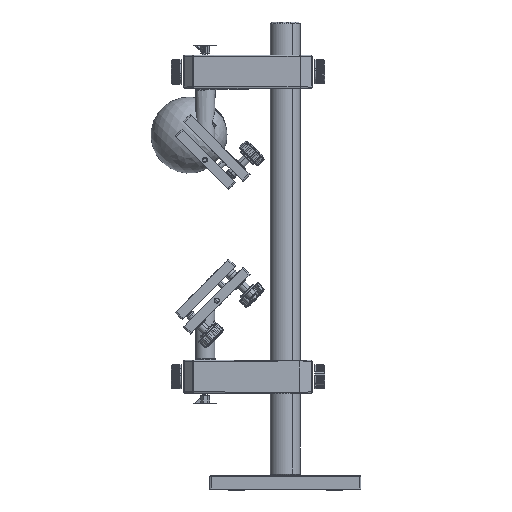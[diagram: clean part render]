
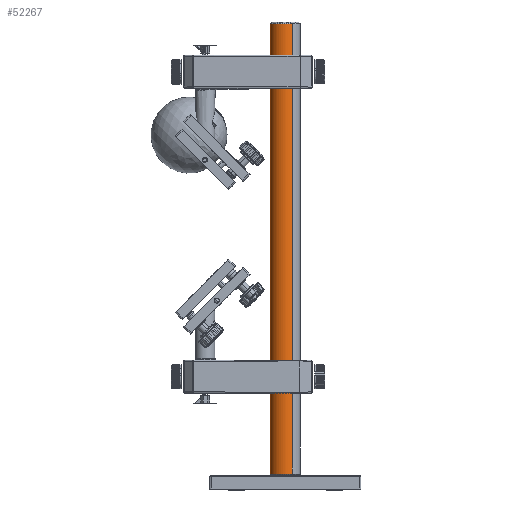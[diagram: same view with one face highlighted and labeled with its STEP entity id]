
A CAD part, top view. The second image highlights one B-rep face of the part: STEP entity #52267.
In plain terms, the highlighted cylindrical face has radius 10 mm (diameter 20 mm), a partial arc.
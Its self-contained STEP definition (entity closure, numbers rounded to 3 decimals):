
#1536 = CARTESIAN_POINT ( 'NONE',  ( -18.151, 320.614, 2.193 ) ) ;
#1645 = DIRECTION ( 'NONE',  ( 0., -1., 0. ) ) ;
#2058 = CARTESIAN_POINT ( 'NONE',  ( -12.94, 321.614, -8.862 ) ) ;
#2248 = CARTESIAN_POINT ( 'NONE',  ( -3.674, 320.614, 8.862 ) ) ;
#3028 = CYLINDRICAL_SURFACE ( 'NONE', #36556, 10. ) ;
#3196 = CARTESIAN_POINT ( 'NONE',  ( -3.674, 320.614, 8.862 ) ) ;
#3309 = VERTEX_POINT ( 'NONE', #49294 ) ;
#7844 = CARTESIAN_POINT ( 'NONE',  ( -12.547, 22.614, 9.151 ) ) ;
#7959 = ORIENTED_EDGE ( 'NONE', *, *, #21564, .T. ) ;
#11017 = CARTESIAN_POINT ( 'NONE',  ( -14.1, 320.614, -8.256 ) ) ;
#11234 = CARTESIAN_POINT ( 'NONE',  ( -16.563, 320.614, 5.793 ) ) ;
#11532 = B_SPLINE_CURVE_WITH_KNOTS ( 'NONE', 3,
 ( #16706, #11017, #49484, #20751, #30594, #50107, #54763, #1536, #40088, #11234, #44917, #16066, #49900, #30813, #35694, #50538, #41543, #3196 ),
 .UNSPECIFIED., .F., .F.,
 ( 4, 2, 2, 2, 2, 2, 2, 2, 4 ),
 ( 0.5, 0.563, 0.625, 0.688, 0.75, 0.813, 0.875, 0.938, 1. ),
 .UNSPECIFIED. ) ;
#12035 = CARTESIAN_POINT ( 'NONE',  ( -16.818, 22.614, -5.41 ) ) ;
#14489 = CARTESIAN_POINT ( 'NONE',  ( -3.674, 22.614, 8.862 ) ) ;
#16066 = CARTESIAN_POINT ( 'NONE',  ( -13.717, 320.614, 8.511 ) ) ;
#16706 = CARTESIAN_POINT ( 'NONE',  ( -12.94, 320.614, -8.862 ) ) ;
#16932 = EDGE_CURVE ( 'NONE', #61828, #32789, #11532, .T. ) ;
#17331 = CARTESIAN_POINT ( 'NONE',  ( -14.1, 22.614, -8.256 ) ) ;
#17914 = ORIENTED_EDGE ( 'NONE', *, *, #61214, .F. ) ;
#20509 = LINE ( 'NONE', #2058, #35544 ) ;
#20751 = CARTESIAN_POINT ( 'NONE',  ( -16.818, 320.614, -5.41 ) ) ;
#21332 = VERTEX_POINT ( 'NONE', #14489 ) ;
#21564 = EDGE_CURVE ( 'NONE', #61828, #3309, #20509, .T. ) ;
#21892 = CARTESIAN_POINT ( 'NONE',  ( -12.94, 320.614, -8.862 ) ) ;
#21997 = CARTESIAN_POINT ( 'NONE',  ( -17.776, 22.614, 3.473 ) ) ;
#24268 = CARTESIAN_POINT ( 'NONE',  ( -3.674, 321.614, 8.862 ) ) ;
#26575 = CARTESIAN_POINT ( 'NONE',  ( -3.674, 22.614, 8.862 ) ) ;
#27005 = CARTESIAN_POINT ( 'NONE',  ( -18.241, 22.614, -1.741 ) ) ;
#27201 = CARTESIAN_POINT ( 'NONE',  ( -12.94, 22.614, -8.862 ) ) ;
#27784 = CARTESIAN_POINT ( 'NONE',  ( -8.307, 321.614, 0. ) ) ;
#29081 = DIRECTION ( 'NONE',  ( 0., -1., 0. ) ) ;
#30258 = B_SPLINE_CURVE_WITH_KNOTS ( 'NONE', 3,
 ( #27201, #17331, #46330, #12035, #31429, #27005, #60415, #55370, #21997, #40896, #41319, #46130, #7844, #41517, #60832, #32271, #36724, #26575 ),
 .UNSPECIFIED., .F., .F.,
 ( 4, 2, 2, 2, 2, 2, 2, 2, 4 ),
 ( 0.5, 0.563, 0.625, 0.688, 0.75, 0.813, 0.875, 0.938, 1. ),
 .UNSPECIFIED. ) ;
#30594 = CARTESIAN_POINT ( 'NONE',  ( -17.458, 320.614, -4.24 ) ) ;
#30813 = CARTESIAN_POINT ( 'NONE',  ( -10.049, 320.614, 9.934 ) ) ;
#31429 = CARTESIAN_POINT ( 'NONE',  ( -17.458, 22.614, -4.24 ) ) ;
#31871 = EDGE_CURVE ( 'NONE', #3309, #21332, #30258, .T. ) ;
#32271 = CARTESIAN_POINT ( 'NONE',  ( -6.114, 22.614, 9.844 ) ) ;
#32663 = DIRECTION ( 'NONE',  ( -0.463, 0., -0.886 ) ) ;
#32789 = VERTEX_POINT ( 'NONE', #2248 ) ;
#35544 = VECTOR ( 'NONE', #1645, 1000. ) ;
#35694 = CARTESIAN_POINT ( 'NONE',  ( -8.722, 320.614, 10.077 ) ) ;
#36556 = AXIS2_PLACEMENT_3D ( 'NONE', #27784, #52370, #32663 ) ;
#36724 = CARTESIAN_POINT ( 'NONE',  ( -4.834, 22.614, 9.469 ) ) ;
#37643 = ORIENTED_EDGE ( 'NONE', *, *, #16932, .F. ) ;
#40088 = CARTESIAN_POINT ( 'NONE',  ( -17.776, 320.614, 3.473 ) ) ;
#40896 = CARTESIAN_POINT ( 'NONE',  ( -16.563, 22.614, 5.793 ) ) ;
#40900 = ORIENTED_EDGE ( 'NONE', *, *, #31871, .T. ) ;
#41319 = CARTESIAN_POINT ( 'NONE',  ( -15.726, 22.614, 6.832 ) ) ;
#41517 = CARTESIAN_POINT ( 'NONE',  ( -10.049, 22.614, 9.934 ) ) ;
#41543 = CARTESIAN_POINT ( 'NONE',  ( -4.834, 320.614, 9.469 ) ) ;
#44461 = EDGE_LOOP ( 'NONE', ( #17914, #37643, #7959, #40900 ) ) ;
#44917 = CARTESIAN_POINT ( 'NONE',  ( -15.726, 320.614, 6.832 ) ) ;
#46130 = CARTESIAN_POINT ( 'NONE',  ( -13.717, 22.614, 8.511 ) ) ;
#46330 = CARTESIAN_POINT ( 'NONE',  ( -15.139, 22.614, -7.419 ) ) ;
#49294 = CARTESIAN_POINT ( 'NONE',  ( -12.94, 22.614, -8.862 ) ) ;
#49484 = CARTESIAN_POINT ( 'NONE',  ( -15.139, 320.614, -7.419 ) ) ;
#49900 = CARTESIAN_POINT ( 'NONE',  ( -12.547, 320.614, 9.151 ) ) ;
#50107 = CARTESIAN_POINT ( 'NONE',  ( -18.241, 320.614, -1.741 ) ) ;
#50153 = VECTOR ( 'NONE', #29081, 1000. ) ;
#50538 = CARTESIAN_POINT ( 'NONE',  ( -6.114, 320.614, 9.844 ) ) ;
#52267 = ADVANCED_FACE ( 'NONE', ( #54196 ), #3028, .T. ) ;
#52370 = DIRECTION ( 'NONE',  ( 0., -1., 0. ) ) ;
#54196 = FACE_OUTER_BOUND ( 'NONE', #44461, .T. ) ;
#54763 = CARTESIAN_POINT ( 'NONE',  ( -18.384, 320.614, -0.415 ) ) ;
#55370 = CARTESIAN_POINT ( 'NONE',  ( -18.151, 22.614, 2.193 ) ) ;
#60415 = CARTESIAN_POINT ( 'NONE',  ( -18.384, 22.614, -0.415 ) ) ;
#60750 = LINE ( 'NONE', #24268, #50153 ) ;
#60832 = CARTESIAN_POINT ( 'NONE',  ( -8.722, 22.614, 10.077 ) ) ;
#61214 = EDGE_CURVE ( 'NONE', #32789, #21332, #60750, .T. ) ;
#61828 = VERTEX_POINT ( 'NONE', #21892 ) ;
